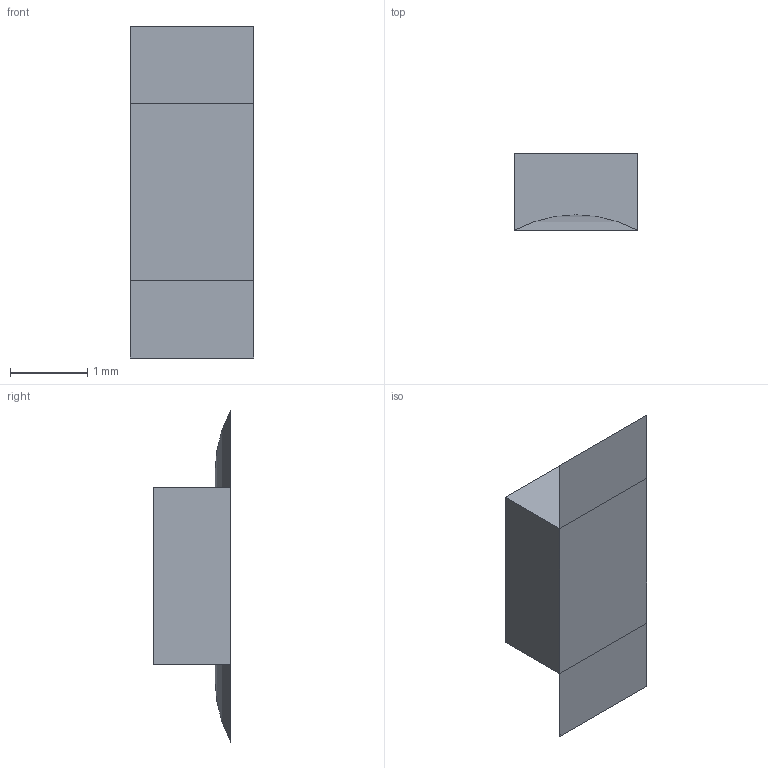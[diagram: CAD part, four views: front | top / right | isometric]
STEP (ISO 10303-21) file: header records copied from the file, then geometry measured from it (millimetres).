
FILE_DESCRIPTION (( 'STEP AP203' ), '1' );
FILE_NAME ('diode.step_Default_sldprt.STEP', '2024-05-06T01:25:43', ( '' ), ( '' ), 'SwSTEP 2.0', 'SolidWorks 2021', '' );
FILE_SCHEMA (( 'CONFIG_CONTROL_DESIGN' ));
Length unit declared in the file: millimetre
Products named in the file (1): diode.step_Default_sldprt
Bounding box: 1.6 x 1 x 4.3 mm (x, y, z)
Volume: 4 mm3; surface area: 22.2 mm2
Topology: 3 solids, 3 shells, 14 faces, 26 edges, 18 vertices
Faces by surface type: plane 10, cylinder 4
Entity records: 421 total; most frequent: CARTESIAN_POINT 71, DIRECTION 54, ORIENTED_EDGE 52, EDGE_CURVE 26, LINE 20, VECTOR 20, VERTEX_POINT 18, AXIS2_PLACEMENT_3D 17
